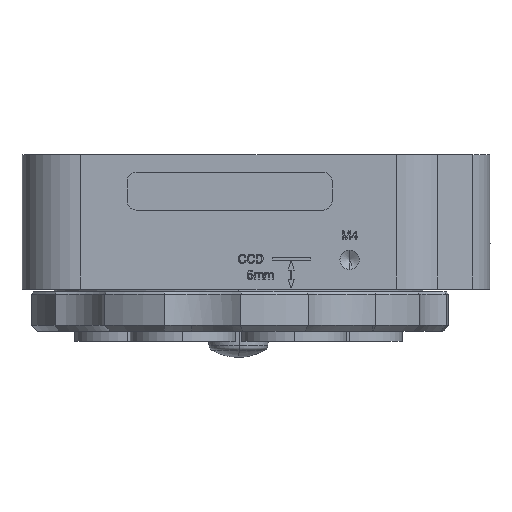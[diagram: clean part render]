
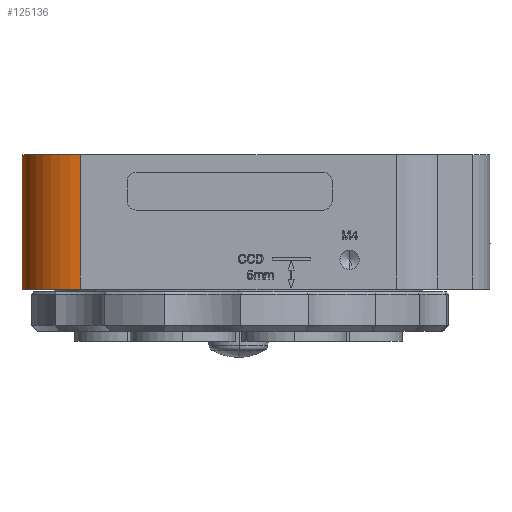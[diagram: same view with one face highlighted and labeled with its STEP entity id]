
A CAD part, left-side view. The second image highlights one B-rep face of the part: STEP entity #125136.
In plain terms, the highlighted cylindrical face has radius 10 mm (diameter 20 mm), a partial arc.
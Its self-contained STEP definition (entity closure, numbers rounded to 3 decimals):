
#179 = EDGE_LOOP ( 'NONE', ( #4423, #63564, #25162, #98092 ) ) ;
#3018 = AXIS2_PLACEMENT_3D ( 'NONE', #3640, #81989, #14927 ) ;
#3640 = CARTESIAN_POINT ( 'NONE',  ( -27., 27., 23. ) ) ;
#4423 = ORIENTED_EDGE ( 'NONE', *, *, #128634, .T. ) ;
#8586 = VERTEX_POINT ( 'NONE', #20287 ) ;
#9179 = CARTESIAN_POINT ( 'NONE',  ( -27., 27., 0. ) ) ;
#10092 = DIRECTION ( 'NONE',  ( 0., 0., -1. ) ) ;
#10356 = EDGE_CURVE ( 'NONE', #57873, #68835, #135509, .T. ) ;
#14927 = DIRECTION ( 'NONE',  ( 1., 0., 0. ) ) ;
#17345 = EDGE_CURVE ( 'NONE', #97853, #8586, #143195, .T. ) ;
#20287 = CARTESIAN_POINT ( 'NONE',  ( -37., 27., 0. ) ) ;
#20460 = DIRECTION ( 'NONE',  ( 1., 0., 0. ) ) ;
#21424 = CARTESIAN_POINT ( 'NONE',  ( -27., 37., 0. ) ) ;
#25162 = ORIENTED_EDGE ( 'NONE', *, *, #54853, .F. ) ;
#43182 = CARTESIAN_POINT ( 'NONE',  ( -37., 27., 23. ) ) ;
#43299 = DIRECTION ( 'NONE',  ( 0., 0., -1. ) ) ;
#54853 = EDGE_CURVE ( 'NONE', #57873, #97853, #56294, .T. ) ;
#56294 = CIRCLE ( 'NONE', #3018, 10. ) ;
#57873 = VERTEX_POINT ( 'NONE', #130575 ) ;
#63564 = ORIENTED_EDGE ( 'NONE', *, *, #17345, .F. ) ;
#67414 = CIRCLE ( 'NONE', #132296, 10. ) ;
#68155 = CYLINDRICAL_SURFACE ( 'NONE', #113123, 10. ) ;
#68835 = VERTEX_POINT ( 'NONE', #21424 ) ;
#75786 = VECTOR ( 'NONE', #10092, 1000. ) ;
#81989 = DIRECTION ( 'NONE',  ( 0., 0., 1. ) ) ;
#87554 = DIRECTION ( 'NONE',  ( 0., 0., 1. ) ) ;
#97853 = VERTEX_POINT ( 'NONE', #43182 ) ;
#98092 = ORIENTED_EDGE ( 'NONE', *, *, #10356, .T. ) ;
#100244 = CARTESIAN_POINT ( 'NONE',  ( -37., 27., 23. ) ) ;
#101454 = FACE_OUTER_BOUND ( 'NONE', #179, .T. ) ;
#109890 = DIRECTION ( 'NONE',  ( -1., 0., 0. ) ) ;
#113123 = AXIS2_PLACEMENT_3D ( 'NONE', #143826, #43299, #109890 ) ;
#113265 = VECTOR ( 'NONE', #122761, 1000. ) ;
#122761 = DIRECTION ( 'NONE',  ( 0., 0., -1. ) ) ;
#125136 = ADVANCED_FACE ( 'NONE', ( #101454 ), #68155, .T. ) ;
#128634 = EDGE_CURVE ( 'NONE', #68835, #8586, #67414, .T. ) ;
#130575 = CARTESIAN_POINT ( 'NONE',  ( -27., 37., 23. ) ) ;
#132296 = AXIS2_PLACEMENT_3D ( 'NONE', #9179, #87554, #20460 ) ;
#135509 = LINE ( 'NONE', #135641, #75786 ) ;
#135641 = CARTESIAN_POINT ( 'NONE',  ( -27., 37., 23. ) ) ;
#143195 = LINE ( 'NONE', #100244, #113265 ) ;
#143826 = CARTESIAN_POINT ( 'NONE',  ( -27., 27., 23. ) ) ;
